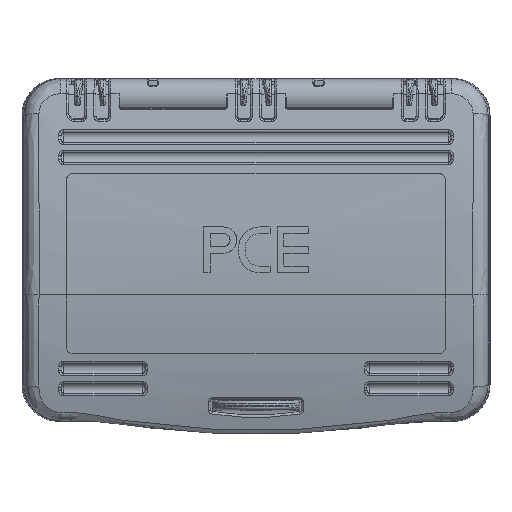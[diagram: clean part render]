
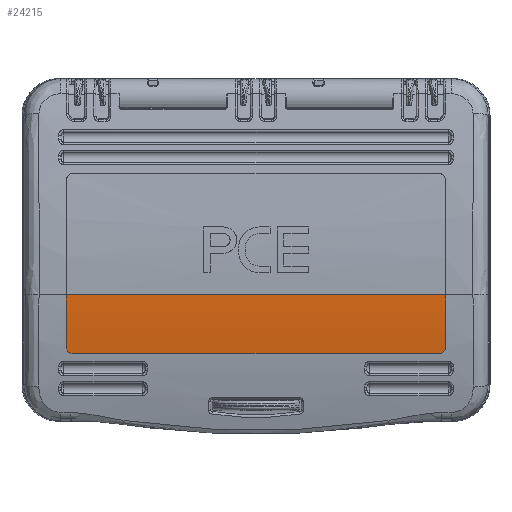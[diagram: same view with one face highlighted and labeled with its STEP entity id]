
A CAD part, top view. The second image highlights one B-rep face of the part: STEP entity #24215.
In plain terms, the highlighted cylindrical face has radius 150 mm (diameter 300 mm), a partial arc.
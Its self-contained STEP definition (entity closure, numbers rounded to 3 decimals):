
#376 = CIRCLE ( 'NONE', #29926, 150. ) ;
#712 = EDGE_CURVE ( 'NONE', #21357, #20570, #22439, .T. ) ;
#1196 = CARTESIAN_POINT ( 'NONE',  ( -51.5, -26.381, 14.245 ) ) ;
#1303 = CARTESIAN_POINT ( 'NONE',  ( -49.763, -28.25, 13.944 ) ) ;
#2223 = CARTESIAN_POINT ( 'NONE',  ( 50.148, -28.147, 13.961 ) ) ;
#2307 = CARTESIAN_POINT ( 'NONE',  ( 51.5, -26.25, 14.265 ) ) ;
#3378 = CARTESIAN_POINT ( 'NONE',  ( 49.5, -28.25, 13.944 ) ) ;
#3643 = CARTESIAN_POINT ( 'NONE',  ( -51.437, -26.765, 14.185 ) ) ;
#4009 = AXIS2_PLACEMENT_3D ( 'NONE', #20163, #5922, #22577 ) ;
#4444 = CARTESIAN_POINT ( 'NONE',  ( -51.5, -3.5, -134. ) ) ;
#4486 = ORIENTED_EDGE ( 'NONE', *, *, #17541, .T. ) ;
#4541 = VERTEX_POINT ( 'NONE', #13869 ) ;
#4624 = CARTESIAN_POINT ( 'NONE',  ( 50.508, -27.982, 13.989 ) ) ;
#4763 = ORIENTED_EDGE ( 'NONE', *, *, #712, .F. ) ;
#5000 = CARTESIAN_POINT ( 'NONE',  ( -49.5, -28.25, 13.944 ) ) ;
#5507 = CIRCLE ( 'NONE', #4009, 150. ) ;
#5922 = DIRECTION ( 'NONE',  ( -1., 0., 0. ) ) ;
#6037 = CARTESIAN_POINT ( 'NONE',  ( -51.299, -27.133, 14.127 ) ) ;
#6432 = ORIENTED_EDGE ( 'NONE', *, *, #18312, .T. ) ;
#6852 = DIRECTION ( 'NONE',  ( 0., 1., 0. ) ) ;
#7024 = CARTESIAN_POINT ( 'NONE',  ( 50.825, -27.754, 14.026 ) ) ;
#7737 = DIRECTION ( 'NONE',  ( 0., 0., -1. ) ) ;
#7779 = DIRECTION ( 'NONE',  ( 1., 0., 0. ) ) ;
#8413 = CARTESIAN_POINT ( 'NONE',  ( -51.094, -27.465, 14.073 ) ) ;
#9385 = CARTESIAN_POINT ( 'NONE',  ( 51.094, -27.465, 14.073 ) ) ;
#10232 = CARTESIAN_POINT ( 'NONE',  ( -150., -12.25, 15.745 ) ) ;
#10823 = CARTESIAN_POINT ( 'NONE',  ( -50.826, -27.753, 14.026 ) ) ;
#11810 = CARTESIAN_POINT ( 'NONE',  ( 51.3, -27.132, 14.127 ) ) ;
#12256 = DIRECTION ( 'NONE',  ( 1., 0., 0. ) ) ;
#12943 = CYLINDRICAL_SURFACE ( 'NONE', #27673, 150. ) ;
#13247 = FACE_OUTER_BOUND ( 'NONE', #16886, .T. ) ;
#13252 = CARTESIAN_POINT ( 'NONE',  ( -50.507, -27.983, 13.988 ) ) ;
#13743 = VERTEX_POINT ( 'NONE', #5000 ) ;
#13869 = CARTESIAN_POINT ( 'NONE',  ( -51.5, -26.25, 14.265 ) ) ;
#14218 = CARTESIAN_POINT ( 'NONE',  ( 51.437, -26.766, 14.185 ) ) ;
#15536 = CARTESIAN_POINT ( 'NONE',  ( -51.5, -26.25, 14.265 ) ) ;
#15630 = CARTESIAN_POINT ( 'NONE',  ( -50.028, -28.197, 13.953 ) ) ;
#15838 = ORIENTED_EDGE ( 'NONE', *, *, #29886, .T. ) ;
#15903 = B_SPLINE_CURVE_WITH_KNOTS ( 'NONE', 3,
 ( #15536, #1196, #17916, #3643, #20270, #6037, #22683, #8413, #25048, #10823, #27438, #13252, #29873, #15630, #1303, #18010 ),
 .UNSPECIFIED., .F., .F.,
 ( 4, 2, 2, 2, 2, 2, 2, 4 ),
 ( 0., 0., 0.001, 0.001, 0.002, 0.002, 0.002, 0.003 ),
 .UNSPECIFIED. ) ;
#16122 = CARTESIAN_POINT ( 'NONE',  ( -150., -28.25, 13.944 ) ) ;
#16493 = CARTESIAN_POINT ( 'NONE',  ( 50.022, -28.185, 13.955 ) ) ;
#16596 = CARTESIAN_POINT ( 'NONE',  ( 51.5, -26.38, 14.245 ) ) ;
#16695 = EDGE_CURVE ( 'NONE', #21357, #4541, #376, .T. ) ;
#16886 = EDGE_LOOP ( 'NONE', ( #4763, #23404, #4486, #17057, #6432, #15838 ) ) ;
#16914 = VERTEX_POINT ( 'NONE', #3378 ) ;
#17057 = ORIENTED_EDGE ( 'NONE', *, *, #17720, .T. ) ;
#17175 = VERTEX_POINT ( 'NONE', #21149 ) ;
#17541 = EDGE_CURVE ( 'NONE', #4541, #13743, #15903, .T. ) ;
#17720 = EDGE_CURVE ( 'NONE', #13743, #16914, #24668, .T. ) ;
#17916 = CARTESIAN_POINT ( 'NONE',  ( -51.487, -26.511, 14.225 ) ) ;
#18010 = CARTESIAN_POINT ( 'NONE',  ( -49.5, -28.25, 13.944 ) ) ;
#18312 = EDGE_CURVE ( 'NONE', #16914, #17175, #19497, .T. ) ;
#18878 = CARTESIAN_POINT ( 'NONE',  ( 50.39, -28.046, 13.978 ) ) ;
#19497 = B_SPLINE_CURVE_WITH_KNOTS ( 'NONE', 3,
 ( #28330, #25931, #30759, #16493, #2223, #18878, #4624, #21262, #7024, #23652, #9385, #26033, #11810, #28434, #14218, #30863, #16596, #2307 ),
 .UNSPECIFIED., .F., .F.,
 ( 4, 2, 2, 2, 2, 2, 2, 2, 4 ),
 ( 0.003, 0.004, 0.004, 0.004, 0.005, 0.005, 0.006, 0.006, 0.006 ),
 .UNSPECIFIED. ) ;
#20163 = CARTESIAN_POINT ( 'NONE',  ( 51.5, -3.5, -134. ) ) ;
#20270 = CARTESIAN_POINT ( 'NONE',  ( -51.399, -26.891, 14.165 ) ) ;
#20570 = VERTEX_POINT ( 'NONE', #22447 ) ;
#20893 = DIRECTION ( 'NONE',  ( 1., 0., 0. ) ) ;
#21076 = DIRECTION ( 'NONE',  ( 1., 0., 0. ) ) ;
#21149 = CARTESIAN_POINT ( 'NONE',  ( 51.5, -26.25, 14.265 ) ) ;
#21262 = CARTESIAN_POINT ( 'NONE',  ( 50.725, -27.837, 14.013 ) ) ;
#21357 = VERTEX_POINT ( 'NONE', #29980 ) ;
#22012 = CARTESIAN_POINT ( 'NONE',  ( -150., -3.5, -134. ) ) ;
#22409 = VECTOR ( 'NONE', #7779, 1000. ) ;
#22439 = LINE ( 'NONE', #10232, #22409 ) ;
#22447 = CARTESIAN_POINT ( 'NONE',  ( 51.5, -12.25, 15.745 ) ) ;
#22577 = DIRECTION ( 'NONE',  ( 0., -1., 0. ) ) ;
#22683 = CARTESIAN_POINT ( 'NONE',  ( -51.238, -27.248, 14.108 ) ) ;
#23404 = ORIENTED_EDGE ( 'NONE', *, *, #16695, .T. ) ;
#23652 = CARTESIAN_POINT ( 'NONE',  ( 51.012, -27.566, 14.057 ) ) ;
#24215 = ADVANCED_FACE ( 'NONE', ( #13247 ), #12943, .T. ) ;
#24668 = LINE ( 'NONE', #16122, #24758 ) ;
#24758 = VECTOR ( 'NONE', #20893, 1000. ) ;
#25048 = CARTESIAN_POINT ( 'NONE',  ( -51.01, -27.568, 14.057 ) ) ;
#25931 = CARTESIAN_POINT ( 'NONE',  ( 49.631, -28.25, 13.944 ) ) ;
#26033 = CARTESIAN_POINT ( 'NONE',  ( 51.238, -27.249, 14.108 ) ) ;
#27438 = CARTESIAN_POINT ( 'NONE',  ( -50.725, -27.836, 14.013 ) ) ;
#27673 = AXIS2_PLACEMENT_3D ( 'NONE', #22012, #12256, #7737 ) ;
#28330 = CARTESIAN_POINT ( 'NONE',  ( 49.5, -28.25, 13.944 ) ) ;
#28434 = CARTESIAN_POINT ( 'NONE',  ( 51.399, -26.891, 14.165 ) ) ;
#29873 = CARTESIAN_POINT ( 'NONE',  ( -50.39, -28.046, 13.978 ) ) ;
#29886 = EDGE_CURVE ( 'NONE', #17175, #20570, #5507, .T. ) ;
#29926 = AXIS2_PLACEMENT_3D ( 'NONE', #4444, #21076, #6852 ) ;
#29980 = CARTESIAN_POINT ( 'NONE',  ( -51.5, -12.25, 15.745 ) ) ;
#30759 = CARTESIAN_POINT ( 'NONE',  ( 49.764, -28.237, 13.946 ) ) ;
#30863 = CARTESIAN_POINT ( 'NONE',  ( 51.487, -26.512, 14.224 ) ) ;
